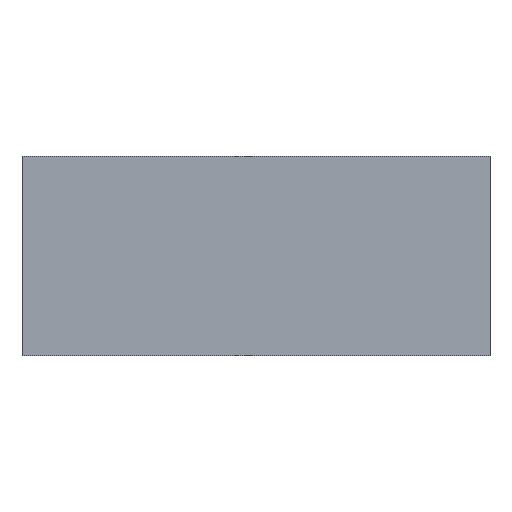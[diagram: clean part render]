
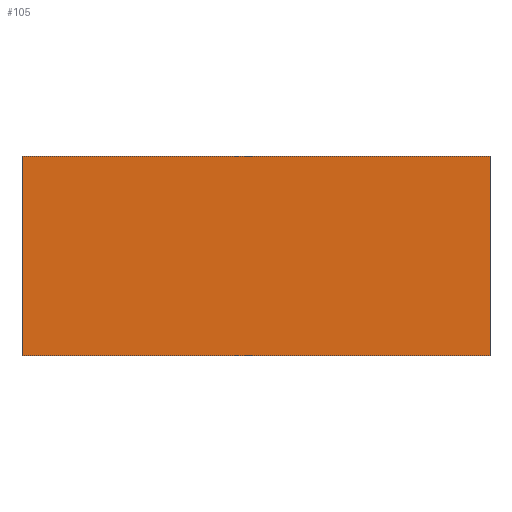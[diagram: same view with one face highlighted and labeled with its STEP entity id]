
A CAD part, top view. The second image highlights one B-rep face of the part: STEP entity #105.
In plain terms, the highlighted planar face has unit normal (0, 0, 1).
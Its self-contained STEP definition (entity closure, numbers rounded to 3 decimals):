
#19=FACE_OUTER_BOUND('',#25,.T.);
#25=EDGE_LOOP('',(#87,#88,#89,#90));
#27=LINE('',#145,#39);
#31=LINE('',#153,#43);
#34=LINE('',#159,#46);
#37=LINE('',#164,#49);
#39=VECTOR('',#119,176.55);
#43=VECTOR('',#125,413.7);
#46=VECTOR('',#130,176.55);
#49=VECTOR('',#135,413.7);
#51=VERTEX_POINT('',#143);
#52=VERTEX_POINT('',#144);
#55=VERTEX_POINT('',#152);
#57=VERTEX_POINT('',#158);
#59=EDGE_CURVE('',#51,#52,#27,.T.);
#63=EDGE_CURVE('',#52,#55,#31,.T.);
#66=EDGE_CURVE('',#55,#57,#34,.T.);
#69=EDGE_CURVE('',#57,#51,#37,.T.);
#87=ORIENTED_EDGE('',*,*,#59,.F.);
#88=ORIENTED_EDGE('',*,*,#69,.F.);
#89=ORIENTED_EDGE('',*,*,#66,.F.);
#90=ORIENTED_EDGE('',*,*,#63,.F.);
#99=PLANE('',#113);
#105=ADVANCED_FACE('',(#19),#99,.T.);
#113=AXIS2_PLACEMENT_3D('',#166,#137,#138);
#119=DIRECTION('',(0.,-1.,0.));
#125=DIRECTION('',(-1.,0.,0.));
#130=DIRECTION('',(0.,1.,0.));
#135=DIRECTION('',(1.,0.,0.));
#137=DIRECTION('center_axis',(0.,0.,1.));
#138=DIRECTION('ref_axis',(1.,0.,0.));
#143=CARTESIAN_POINT('',(206.85,88.275,2.));
#144=CARTESIAN_POINT('',(206.85,-88.275,2.));
#145=CARTESIAN_POINT('',(206.85,88.275,2.));
#152=CARTESIAN_POINT('',(-206.85,-88.275,2.));
#153=CARTESIAN_POINT('',(206.85,-88.275,2.));
#158=CARTESIAN_POINT('',(-206.85,88.275,2.));
#159=CARTESIAN_POINT('',(-206.85,-88.275,2.));
#164=CARTESIAN_POINT('',(-206.85,88.275,2.));
#166=CARTESIAN_POINT('Origin',(0.,0.,2.));
